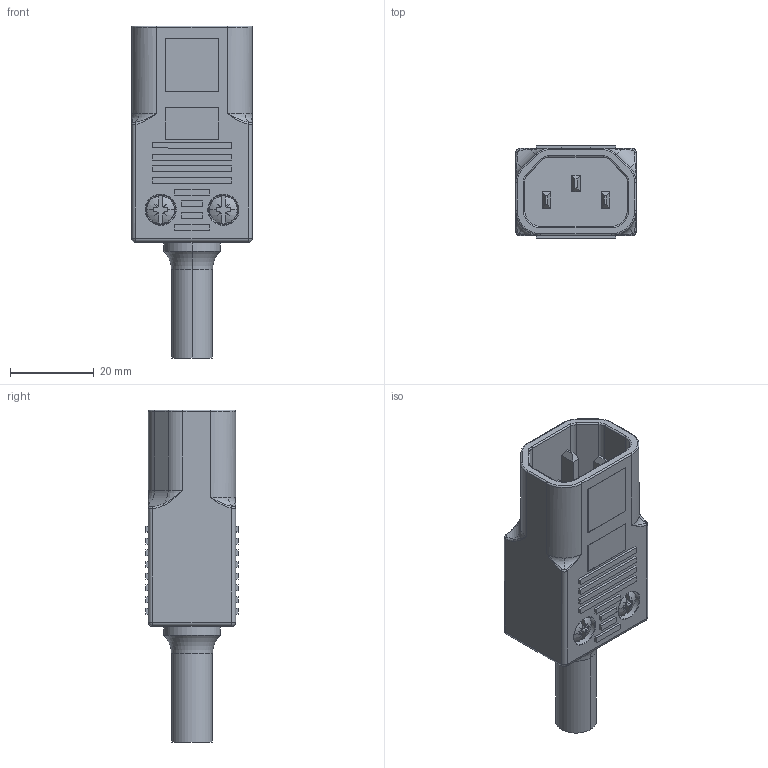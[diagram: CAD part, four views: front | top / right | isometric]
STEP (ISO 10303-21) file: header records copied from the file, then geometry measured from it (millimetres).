
FILE_DESCRIPTION (( 'STEP AP214' ), '1' );
FILE_NAME ('ACM-2E-ITW-TT_3D.step', '2024-03-07T16:48:49', ( '' ), ( '' ), 'SwSTEP 2.0', 'SolidWorks 2022', '' );
FILE_SCHEMA (( 'AUTOMOTIVE_DESIGN' ));
Length unit declared in the file: millimetre
Products named in the file (1): ACM-2E-ITW-TT_3D
Bounding box: 28.8 x 22.05 x 79.33 mm (x, y, z)
Volume: 24717.5 mm3; surface area: 10118.3 mm2
Topology: 1 solids, 4 shells, 445 faces, 1065 edges, 666 vertices
Faces by surface type: plane 253, cylinder 88, torus 58, sphere 22, bspline 16, cone 8
Entity records: 14718 total; most frequent: CARTESIAN_POINT 4358, DIRECTION 2186, ORIENTED_EDGE 2122, EDGE_CURVE 1061, AXIS2_PLACEMENT_3D 789, VERTEX_POINT 666, VECTOR 608, LINE 608
